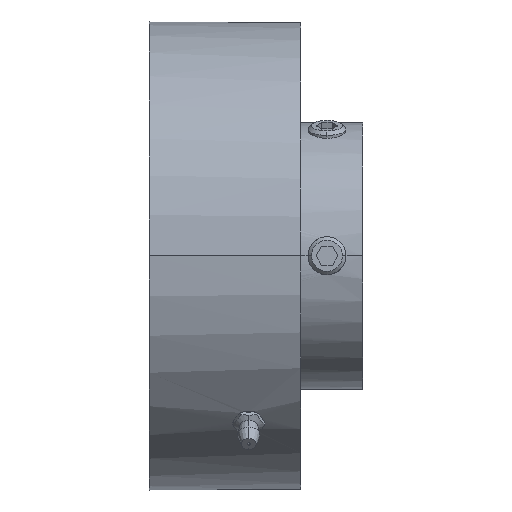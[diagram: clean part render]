
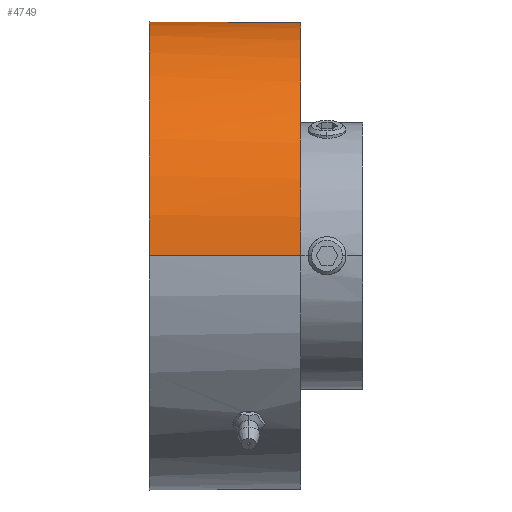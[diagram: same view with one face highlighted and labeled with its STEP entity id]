
A CAD part, top view. The second image highlights one B-rep face of the part: STEP entity #4749.
In plain terms, the highlighted cylindrical face has radius 58.737 mm (diameter 117.475 mm), a partial arc.
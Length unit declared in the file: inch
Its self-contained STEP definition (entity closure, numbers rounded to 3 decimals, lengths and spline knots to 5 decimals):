
#158 = ORIENTED_EDGE ( 'NONE', *, *, #15536, .T. ) ;
#407 = CARTESIAN_POINT ( 'NONE',  ( 0.75, 0., 2.3125 ) ) ;
#563 = AXIS2_PLACEMENT_3D ( 'NONE', #8983, #10090, #12692 ) ;
#606 = EDGE_CURVE ( 'NONE', #1242, #4133, #12362, .T. ) ;
#871 = EDGE_LOOP ( 'NONE', ( #7288, #158, #10857, #10185, #5052, #7739 ) ) ;
#924 = CARTESIAN_POINT ( 'NONE',  ( 0.5, 2., -1.16089 ) ) ;
#932 = AXIS2_PLACEMENT_3D ( 'NONE', #6108, #13274, #8388 ) ;
#944 = VERTEX_POINT ( 'NONE', #13660 ) ;
#1242 = VERTEX_POINT ( 'NONE', #7656 ) ;
#2237 = VECTOR ( 'NONE', #5198, 39.37008 ) ;
#2370 = DIRECTION ( 'NONE',  ( -1., 0., 0. ) ) ;
#2761 = DIRECTION ( 'NONE',  ( -1., 0., 0. ) ) ;
#3003 = FACE_OUTER_BOUND ( 'NONE', #871, .T. ) ;
#3007 = EDGE_CURVE ( 'NONE', #10267, #9133, #6412, .T. ) ;
#3084 = CYLINDRICAL_SURFACE ( 'NONE', #563, 2.3125 ) ;
#3533 = CIRCLE ( 'NONE', #12838, 2.3125 ) ;
#4076 = VECTOR ( 'NONE', #14833, 39.37008 ) ;
#4133 = VERTEX_POINT ( 'NONE', #12301 ) ;
#4335 = EDGE_CURVE ( 'NONE', #4133, #10267, #11979, .T. ) ;
#4749 = ADVANCED_FACE ( 'FACE276', ( #3003 ), #3084, .T. ) ;
#5032 = EDGE_CURVE ( 'NONE', #944, #7148, #8732, .T. ) ;
#5052 = ORIENTED_EDGE ( 'NONE', *, *, #3007, .F. ) ;
#5198 = DIRECTION ( 'NONE',  ( -1., 0., 0. ) ) ;
#5694 = DIRECTION ( 'NONE',  ( 0., 0., 1. ) ) ;
#6108 = CARTESIAN_POINT ( 'NONE',  ( 0.5, 0., 0. ) ) ;
#6412 = LINE ( 'NONE', #10035, #4076 ) ;
#6941 = CARTESIAN_POINT ( 'NONE',  ( 1.5, 0., 0. ) ) ;
#7099 = VECTOR ( 'NONE', #2761, 39.37008 ) ;
#7148 = VERTEX_POINT ( 'NONE', #14666 ) ;
#7288 = ORIENTED_EDGE ( 'NONE', *, *, #606, .F. ) ;
#7656 = CARTESIAN_POINT ( 'NONE',  ( 1.5, 0., 2.3125 ) ) ;
#7739 = ORIENTED_EDGE ( 'NONE', *, *, #4335, .F. ) ;
#8010 = EDGE_CURVE ( 'NONE', #7148, #9133, #9471, .T. ) ;
#8388 = DIRECTION ( 'NONE',  ( 0., 0., 1. ) ) ;
#8732 = LINE ( 'NONE', #12361, #7099 ) ;
#8983 = CARTESIAN_POINT ( 'NONE',  ( 0.75, 0., 0. ) ) ;
#9133 = VERTEX_POINT ( 'NONE', #924 ) ;
#9226 = CARTESIAN_POINT ( 'NONE',  ( 0., 0., 0. ) ) ;
#9471 = CIRCLE ( 'NONE', #932, 2.3125 ) ;
#10035 = CARTESIAN_POINT ( 'NONE',  ( 0., 2., -1.16089 ) ) ;
#10090 = DIRECTION ( 'NONE',  ( -1., 0., 0. ) ) ;
#10185 = ORIENTED_EDGE ( 'NONE', *, *, #8010, .T. ) ;
#10267 = VERTEX_POINT ( 'NONE', #12932 ) ;
#10857 = ORIENTED_EDGE ( 'NONE', *, *, #5032, .T. ) ;
#11979 = CIRCLE ( 'NONE', #12726, 2.3125 ) ;
#12301 = CARTESIAN_POINT ( 'NONE',  ( 0., 0., 2.3125 ) ) ;
#12361 = CARTESIAN_POINT ( 'NONE',  ( 0.75, 0.3, -2.29296 ) ) ;
#12362 = LINE ( 'NONE', #407, #2237 ) ;
#12692 = DIRECTION ( 'NONE',  ( 0., 0., 1. ) ) ;
#12726 = AXIS2_PLACEMENT_3D ( 'NONE', #9226, #15134, #5694 ) ;
#12838 = AXIS2_PLACEMENT_3D ( 'NONE', #6941, #2370, #12923 ) ;
#12923 = DIRECTION ( 'NONE',  ( 0., 0., 1. ) ) ;
#12932 = CARTESIAN_POINT ( 'NONE',  ( 0., 2., -1.16089 ) ) ;
#13274 = DIRECTION ( 'NONE',  ( 1., 0., 0. ) ) ;
#13660 = CARTESIAN_POINT ( 'NONE',  ( 1.5, 0.3, -2.29296 ) ) ;
#14666 = CARTESIAN_POINT ( 'NONE',  ( 0.5, 0.3, -2.29296 ) ) ;
#14833 = DIRECTION ( 'NONE',  ( 1., 0., 0. ) ) ;
#15134 = DIRECTION ( 'NONE',  ( -1., 0., 0. ) ) ;
#15536 = EDGE_CURVE ( 'NONE', #1242, #944, #3533, .T. ) ;
